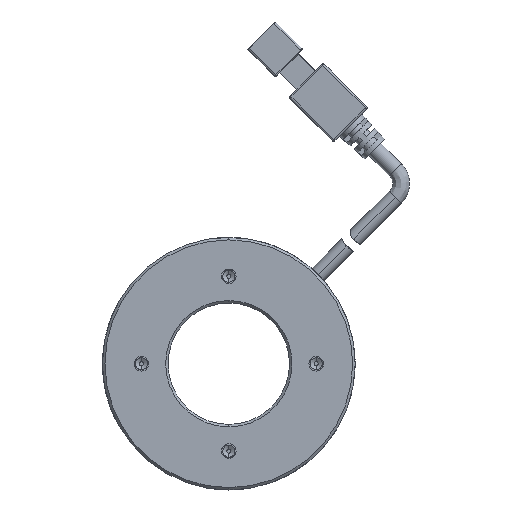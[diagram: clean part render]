
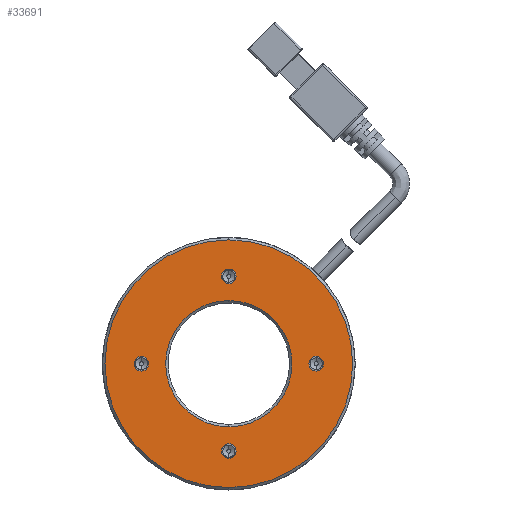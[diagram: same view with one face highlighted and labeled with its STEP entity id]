
A CAD part, front view. The second image highlights one B-rep face of the part: STEP entity #33691.
In plain terms, the highlighted planar face has unit normal (0, -1, 0).
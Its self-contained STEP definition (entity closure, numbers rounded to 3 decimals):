
#376 = CIRCLE ( 'NONE', #27724, 1.5 ) ;
#750 = CARTESIAN_POINT ( 'NONE',  ( -18.843, -6.02, 1.5 ) ) ;
#1105 = CARTESIAN_POINT ( 'NONE',  ( -0.843, -6.02, 19.5 ) ) ;
#1772 = ORIENTED_EDGE ( 'NONE', *, *, #2940, .F. ) ;
#2329 = CARTESIAN_POINT ( 'NONE',  ( -0.843, -6.02, -16.5 ) ) ;
#2547 = DIRECTION ( 'NONE',  ( 0., 0., -1. ) ) ;
#2576 = CARTESIAN_POINT ( 'NONE',  ( 17.157, -6.02, 0. ) ) ;
#2661 = DIRECTION ( 'NONE',  ( 0., -1., 0. ) ) ;
#2725 = CARTESIAN_POINT ( 'NONE',  ( -18.843, -6.02, 0. ) ) ;
#2804 = DIRECTION ( 'NONE',  ( 0., 0., -1. ) ) ;
#2866 = DIRECTION ( 'NONE',  ( 0., 0., -1. ) ) ;
#2940 = EDGE_CURVE ( 'NONE', #12106, #22530, #43458, .T. ) ;
#3763 = FACE_OUTER_BOUND ( 'NONE', #42675, .T. ) ;
#3913 = CARTESIAN_POINT ( 'NONE',  ( -0.843, -6.02, 0. ) ) ;
#4172 = ORIENTED_EDGE ( 'NONE', *, *, #41759, .F. ) ;
#4407 = DIRECTION ( 'NONE',  ( 0., 1., 0. ) ) ;
#4912 = VERTEX_POINT ( 'NONE', #40707 ) ;
#5263 = AXIS2_PLACEMENT_3D ( 'NONE', #3913, #30304, #7677 ) ;
#5317 = EDGE_CURVE ( 'NONE', #22530, #12106, #6148, .T. ) ;
#5802 = CIRCLE ( 'NONE', #41150, 13. ) ;
#5880 = CARTESIAN_POINT ( 'NONE',  ( -18.843, -6.02, 0. ) ) ;
#6148 = CIRCLE ( 'NONE', #43958, 1.5 ) ;
#6369 = DIRECTION ( 'NONE',  ( 0., 0., -1. ) ) ;
#6477 = CARTESIAN_POINT ( 'NONE',  ( -0.843, -6.02, -18. ) ) ;
#6967 = EDGE_CURVE ( 'NONE', #25724, #17799, #24792, .T. ) ;
#7146 = ORIENTED_EDGE ( 'NONE', *, *, #13353, .F. ) ;
#7425 = ORIENTED_EDGE ( 'NONE', *, *, #23598, .F. ) ;
#7677 = DIRECTION ( 'NONE',  ( 0., 0., -1. ) ) ;
#8456 = CIRCLE ( 'NONE', #47539, 1.5 ) ;
#8497 = CARTESIAN_POINT ( 'NONE',  ( -0.843, -6.02, 0. ) ) ;
#8816 = CIRCLE ( 'NONE', #11411, 1.5 ) ;
#8831 = VERTEX_POINT ( 'NONE', #47642 ) ;
#9109 = EDGE_LOOP ( 'NONE', ( #4172, #7146 ) ) ;
#9286 = EDGE_LOOP ( 'NONE', ( #27257, #46040 ) ) ;
#9592 = AXIS2_PLACEMENT_3D ( 'NONE', #2576, #28977, #6369 ) ;
#9666 = DIRECTION ( 'NONE',  ( 0., 0., -1. ) ) ;
#9691 = ORIENTED_EDGE ( 'NONE', *, *, #19882, .F. ) ;
#10032 = CARTESIAN_POINT ( 'NONE',  ( -0.843, -6.02, 18. ) ) ;
#10257 = DIRECTION ( 'NONE',  ( 0., 0., -1. ) ) ;
#11411 = AXIS2_PLACEMENT_3D ( 'NONE', #10032, #36438, #13866 ) ;
#12106 = VERTEX_POINT ( 'NONE', #750 ) ;
#12271 = DIRECTION ( 'NONE',  ( 0., 0., 1. ) ) ;
#12769 = DIRECTION ( 'NONE',  ( 0., 1., 0. ) ) ;
#13342 = EDGE_CURVE ( 'NONE', #39191, #35579, #20409, .T. ) ;
#13353 = EDGE_CURVE ( 'NONE', #27510, #42110, #376, .T. ) ;
#13802 = FACE_BOUND ( 'NONE', #47980, .T. ) ;
#13866 = DIRECTION ( 'NONE',  ( 0., 0., -1. ) ) ;
#14097 = CARTESIAN_POINT ( 'NONE',  ( 17.157, -6.02, 0. ) ) ;
#14156 = CARTESIAN_POINT ( 'NONE',  ( 17.157, -6.02, -1.5 ) ) ;
#14570 = ORIENTED_EDGE ( 'NONE', *, *, #35136, .F. ) ;
#16140 = DIRECTION ( 'NONE',  ( 0., -1., 0. ) ) ;
#17799 = VERTEX_POINT ( 'NONE', #23176 ) ;
#17823 = VERTEX_POINT ( 'NONE', #30794 ) ;
#17888 = DIRECTION ( 'NONE',  ( 0., 0., -1. ) ) ;
#18897 = VERTEX_POINT ( 'NONE', #31355 ) ;
#18975 = ORIENTED_EDGE ( 'NONE', *, *, #5317, .F. ) ;
#19882 = EDGE_CURVE ( 'NONE', #8831, #18897, #45173, .T. ) ;
#20324 = AXIS2_PLACEMENT_3D ( 'NONE', #38728, #16140, #42491 ) ;
#20349 = ORIENTED_EDGE ( 'NONE', *, *, #33017, .F. ) ;
#20409 = CIRCLE ( 'NONE', #25229, 1.5 ) ;
#21319 = AXIS2_PLACEMENT_3D ( 'NONE', #27009, #4407, #30806 ) ;
#22530 = VERTEX_POINT ( 'NONE', #38717 ) ;
#23176 = CARTESIAN_POINT ( 'NONE',  ( -0.843, -6.02, 16.5 ) ) ;
#23598 = EDGE_CURVE ( 'NONE', #18897, #8831, #5802, .T. ) ;
#23796 = FACE_BOUND ( 'NONE', #30077, .T. ) ;
#23907 = CARTESIAN_POINT ( 'NONE',  ( -0.843, -6.02, -19.5 ) ) ;
#24172 = EDGE_CURVE ( 'NONE', #35579, #39191, #38756, .T. ) ;
#24626 = ORIENTED_EDGE ( 'NONE', *, *, #13342, .F. ) ;
#24792 = CIRCLE ( 'NONE', #20324, 1.5 ) ;
#25229 = AXIS2_PLACEMENT_3D ( 'NONE', #14097, #40437, #17888 ) ;
#25391 = DIRECTION ( 'NONE',  ( 0., -1., 0. ) ) ;
#25450 = DIRECTION ( 'NONE',  ( 0., -1., 0. ) ) ;
#25724 = VERTEX_POINT ( 'NONE', #1105 ) ;
#26123 = CIRCLE ( 'NONE', #43057, 25.5 ) ;
#27009 = CARTESIAN_POINT ( 'NONE',  ( -0.843, -6.02, 0. ) ) ;
#27257 = ORIENTED_EDGE ( 'NONE', *, *, #31093, .F. ) ;
#27510 = VERTEX_POINT ( 'NONE', #2329 ) ;
#27724 = AXIS2_PLACEMENT_3D ( 'NONE', #48018, #25450, #2866 ) ;
#28977 = DIRECTION ( 'NONE',  ( 0., -1., 0. ) ) ;
#30077 = EDGE_LOOP ( 'NONE', ( #18975, #1772 ) ) ;
#30304 = DIRECTION ( 'NONE',  ( 0., -1., 0. ) ) ;
#30794 = CARTESIAN_POINT ( 'NONE',  ( -0.843, -6.02, 25.5 ) ) ;
#30806 = DIRECTION ( 'NONE',  ( 0., 0., 1. ) ) ;
#31093 = EDGE_CURVE ( 'NONE', #17799, #25724, #8816, .T. ) ;
#31355 = CARTESIAN_POINT ( 'NONE',  ( -0.843, -6.02, 13. ) ) ;
#32275 = DIRECTION ( 'NONE',  ( 0., -1., 0. ) ) ;
#32739 = AXIS2_PLACEMENT_3D ( 'NONE', #35357, #12769, #39159 ) ;
#32881 = DIRECTION ( 'NONE',  ( 0., -1., 0. ) ) ;
#33017 = EDGE_CURVE ( 'NONE', #17823, #4912, #33379, .T. ) ;
#33379 = CIRCLE ( 'NONE', #21319, 25.5 ) ;
#33691 = ADVANCED_FACE ( 'NONE', ( #45029, #43862, #35014, #23796, #13802, #3763 ), #38997, .F. ) ;
#34874 = DIRECTION ( 'NONE',  ( 0., 1., 0. ) ) ;
#35014 = FACE_BOUND ( 'NONE', #9286, .T. ) ;
#35136 = EDGE_CURVE ( 'NONE', #4912, #17823, #26123, .T. ) ;
#35357 = CARTESIAN_POINT ( 'NONE',  ( -26.843, -6.02, 0. ) ) ;
#35579 = VERTEX_POINT ( 'NONE', #37331 ) ;
#36438 = DIRECTION ( 'NONE',  ( 0., -1., 0. ) ) ;
#37331 = CARTESIAN_POINT ( 'NONE',  ( 17.157, -6.02, 1.5 ) ) ;
#38717 = CARTESIAN_POINT ( 'NONE',  ( -18.843, -6.02, -1.5 ) ) ;
#38728 = CARTESIAN_POINT ( 'NONE',  ( -0.843, -6.02, 18. ) ) ;
#38756 = CIRCLE ( 'NONE', #9592, 1.5 ) ;
#38997 = PLANE ( 'NONE',  #32739 ) ;
#39159 = DIRECTION ( 'NONE',  ( 0., 0., 1. ) ) ;
#39191 = VERTEX_POINT ( 'NONE', #14156 ) ;
#40319 = EDGE_LOOP ( 'NONE', ( #24626, #45205 ) ) ;
#40437 = DIRECTION ( 'NONE',  ( 0., -1., 0. ) ) ;
#40707 = CARTESIAN_POINT ( 'NONE',  ( -0.843, -6.02, -25.5 ) ) ;
#41150 = AXIS2_PLACEMENT_3D ( 'NONE', #47938, #25391, #2804 ) ;
#41759 = EDGE_CURVE ( 'NONE', #42110, #27510, #8456, .T. ) ;
#42110 = VERTEX_POINT ( 'NONE', #23907 ) ;
#42491 = DIRECTION ( 'NONE',  ( 0., 0., -1. ) ) ;
#42675 = EDGE_LOOP ( 'NONE', ( #20349, #14570 ) ) ;
#43057 = AXIS2_PLACEMENT_3D ( 'NONE', #8497, #34874, #12271 ) ;
#43458 = CIRCLE ( 'NONE', #43790, 1.5 ) ;
#43790 = AXIS2_PLACEMENT_3D ( 'NONE', #2725, #2661, #2547 ) ;
#43862 = FACE_BOUND ( 'NONE', #40319, .T. ) ;
#43958 = AXIS2_PLACEMENT_3D ( 'NONE', #5880, #32275, #9666 ) ;
#45029 = FACE_BOUND ( 'NONE', #9109, .T. ) ;
#45173 = CIRCLE ( 'NONE', #5263, 13. ) ;
#45205 = ORIENTED_EDGE ( 'NONE', *, *, #24172, .F. ) ;
#46040 = ORIENTED_EDGE ( 'NONE', *, *, #6967, .F. ) ;
#47539 = AXIS2_PLACEMENT_3D ( 'NONE', #6477, #32881, #10257 ) ;
#47642 = CARTESIAN_POINT ( 'NONE',  ( -0.843, -6.02, -13. ) ) ;
#47938 = CARTESIAN_POINT ( 'NONE',  ( -0.843, -6.02, 0. ) ) ;
#47980 = EDGE_LOOP ( 'NONE', ( #9691, #7425 ) ) ;
#48018 = CARTESIAN_POINT ( 'NONE',  ( -0.843, -6.02, -18. ) ) ;
